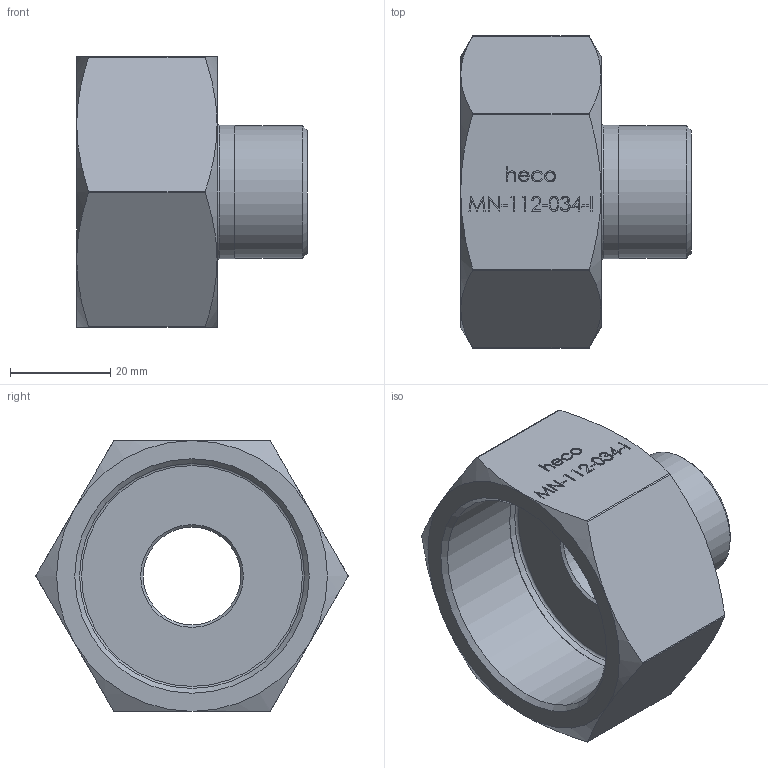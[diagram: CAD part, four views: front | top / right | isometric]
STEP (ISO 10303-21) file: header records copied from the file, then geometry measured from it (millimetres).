
FILE_DESCRIPTION (( 'STEP AP214' ), '1' );
FILE_NAME ('heco_MN-112-034-I.STEP', '2016-06-22T08:42:48', ( '' ), ( '' ), 'SwSTEP 2.0', 'SolidWorks 2011', '' );
FILE_SCHEMA (( 'AUTOMOTIVE_DESIGN' ));
Length unit declared in the file: millimetre
Products named in the file (1): heco_MN-112-034-I
Bounding box: 46 x 62.26 x 54 mm (x, y, z)
Volume: 40149.4 mm3; surface area: 15236.1 mm2
Topology: 1 solids, 1 shells, 211 faces, 539 edges, 354 vertices
Faces by surface type: plane 118, bspline 64, cone 16, cylinder 11, torus 2
Full cylindrical faces by diameter (mm): 19.5 x1, 26.441 x1, 26.641 x1, 44.845 x1, 45.045 x1
Entity records: 10213 total; most frequent: CARTESIAN_POINT 5134, ORIENTED_EDGE 1052, DIRECTION 686, EDGE_CURVE 526, VERTEX_POINT 352, VECTOR 334, LINE 334, EDGE_LOOP 248
